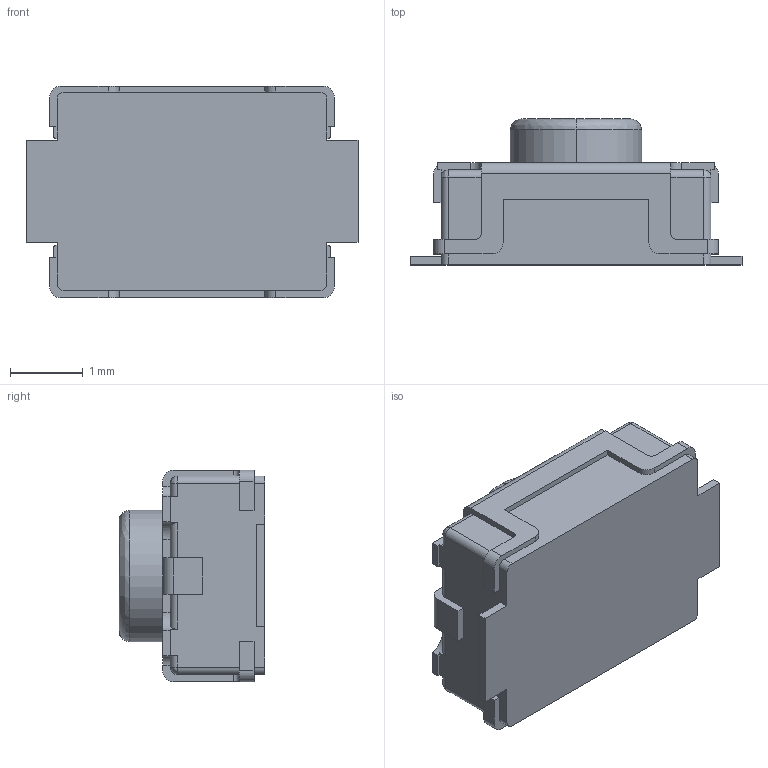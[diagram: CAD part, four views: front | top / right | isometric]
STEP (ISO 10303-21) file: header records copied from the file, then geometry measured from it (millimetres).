
FILE_DESCRIPTION (( 'STEP AP214' ), '1' );
FILE_NAME ('User Library-NW3-A03-05.STEP', '2020-04-08T12:31:32', ( '' ), ( '' ), 'SwSTEP 2.0', 'SolidWorks 2017', '' );
FILE_SCHEMA (( 'AUTOMOTIVE_DESIGN' ));
Length unit declared in the file: millimetre
Products named in the file (2): User Library-NW3-A03-05
Bounding box: 4.55 x 2 x 2.9 mm (x, y, z)
Volume: 15.9 mm3; surface area: 49.1 mm2
Topology: 1 solids, 1 shells, 135 faces, 383 edges, 248 vertices
Faces by surface type: plane 80, cylinder 49, bspline 6
Entity records: 5009 total; most frequent: CARTESIAN_POINT 926, ORIENTED_EDGE 758, DIRECTION 735, EDGE_CURVE 379, LINE 273, VECTOR 273, VERTEX_POINT 248, AXIS2_PLACEMENT_3D 231
